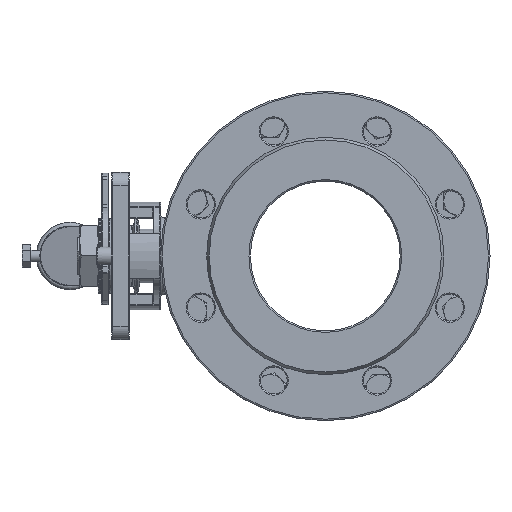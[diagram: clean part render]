
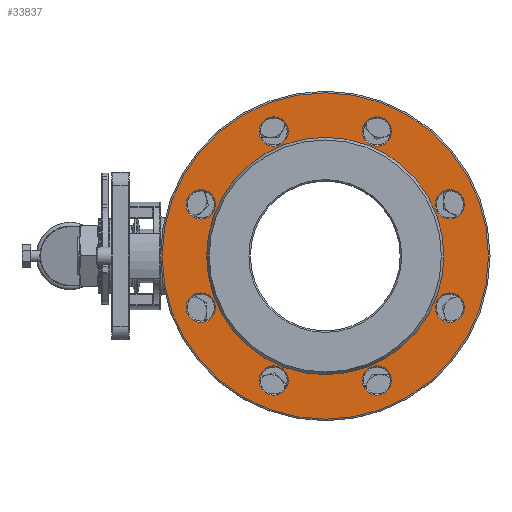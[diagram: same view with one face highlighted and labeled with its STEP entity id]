
A CAD part, left-side view. The second image highlights one B-rep face of the part: STEP entity #33837.
In plain terms, the highlighted planar face has unit normal (-1, 0, 0).
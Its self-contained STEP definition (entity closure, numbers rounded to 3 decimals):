
#177 = CARTESIAN_POINT ( 'NONE',  ( -100., -92.949, -34.442 ) ) ;
#827 = EDGE_CURVE ( 'NONE', #30027, #30027, #59244, .T. ) ;
#1337 = CARTESIAN_POINT ( 'NONE',  ( -100., 73.349, -34.442 ) ) ;
#1822 = CIRCLE ( 'NONE', #56724, 9.8 ) ;
#1862 = EDGE_CURVE ( 'NONE', #35795, #35795, #1822, .T. ) ;
#2265 = EDGE_LOOP ( 'NONE', ( #35532 ) ) ;
#3019 = AXIS2_PLACEMENT_3D ( 'NONE', #8459, #13027, #40733 ) ;
#3578 = DIRECTION ( 'NONE',  ( 0., -1., 0. ) ) ;
#3613 = FACE_BOUND ( 'NONE', #51857, .T. ) ;
#4846 = AXIS2_PLACEMENT_3D ( 'NONE', #20596, #15381, #6406 ) ;
#4865 = AXIS2_PLACEMENT_3D ( 'NONE', #36574, #18302, #22546 ) ;
#6406 = DIRECTION ( 'NONE',  ( 0., -1., 0. ) ) ;
#7077 = CARTESIAN_POINT ( 'NONE',  ( -100., -109., 0. ) ) ;
#7458 = EDGE_CURVE ( 'NONE', #22091, #22091, #38283, .T. ) ;
#7876 = DIRECTION ( 'NONE',  ( 0., -1., 0. ) ) ;
#8128 = ORIENTED_EDGE ( 'NONE', *, *, #7458, .T. ) ;
#8459 = CARTESIAN_POINT ( 'NONE',  ( -100., 0., 0. ) ) ;
#8472 = VERTEX_POINT ( 'NONE', #25135 ) ;
#9632 = CIRCLE ( 'NONE', #42368, 9.8 ) ;
#11414 = AXIS2_PLACEMENT_3D ( 'NONE', #20156, #43613, #34610 ) ;
#13027 = DIRECTION ( 'NONE',  ( 1., 0., 0. ) ) ;
#14532 = CARTESIAN_POINT ( 'NONE',  ( -100., -92.949, 34.442 ) ) ;
#15271 = CARTESIAN_POINT ( 'NONE',  ( -100., -44.242, -83.149 ) ) ;
#15326 = ORIENTED_EDGE ( 'NONE', *, *, #1862, .T. ) ;
#15381 = DIRECTION ( 'NONE',  ( 1., 0., 0. ) ) ;
#15513 = DIRECTION ( 'NONE',  ( 1., 0., 0. ) ) ;
#15733 = FACE_BOUND ( 'NONE', #2265, .T. ) ;
#15799 = FACE_BOUND ( 'NONE', #37549, .T. ) ;
#15922 = CARTESIAN_POINT ( 'NONE',  ( -100., 34.442, -83.149 ) ) ;
#17703 = CIRCLE ( 'NONE', #35603, 9.8 ) ;
#18203 = EDGE_CURVE ( 'NONE', #40047, #40047, #34871, .T. ) ;
#18302 = DIRECTION ( 'NONE',  ( 1., 0., 0. ) ) ;
#18703 = FACE_BOUND ( 'NONE', #51900, .T. ) ;
#19314 = ORIENTED_EDGE ( 'NONE', *, *, #18203, .T. ) ;
#19964 = DIRECTION ( 'NONE',  ( 0., -1., 0. ) ) ;
#20156 = CARTESIAN_POINT ( 'NONE',  ( -100., 110., 0. ) ) ;
#20161 = CARTESIAN_POINT ( 'NONE',  ( -100., 34.442, 83.149 ) ) ;
#20298 = EDGE_LOOP ( 'NONE', ( #20331 ) ) ;
#20331 = ORIENTED_EDGE ( 'NONE', *, *, #23279, .T. ) ;
#20596 = CARTESIAN_POINT ( 'NONE',  ( -100., -83.149, 34.442 ) ) ;
#20683 = VERTEX_POINT ( 'NONE', #41630 ) ;
#21097 = CARTESIAN_POINT ( 'NONE',  ( -100., 83.149, -34.442 ) ) ;
#22091 = VERTEX_POINT ( 'NONE', #1337 ) ;
#22328 = DIRECTION ( 'NONE',  ( 1., 0., 0. ) ) ;
#22522 = CARTESIAN_POINT ( 'NONE',  ( -100., -34.442, 83.149 ) ) ;
#22546 = DIRECTION ( 'NONE',  ( 0., -1., 0. ) ) ;
#23279 = EDGE_CURVE ( 'NONE', #8472, #8472, #17703, .T. ) ;
#23482 = ORIENTED_EDGE ( 'NONE', *, *, #827, .T. ) ;
#23651 = CIRCLE ( 'NONE', #4846, 9.8 ) ;
#24938 = ORIENTED_EDGE ( 'NONE', *, *, #34673, .T. ) ;
#25006 = PLANE ( 'NONE',  #11414 ) ;
#25135 = CARTESIAN_POINT ( 'NONE',  ( -100., -44.242, 83.149 ) ) ;
#26436 = CARTESIAN_POINT ( 'NONE',  ( -100., 0., 0. ) ) ;
#26457 = AXIS2_PLACEMENT_3D ( 'NONE', #45954, #55943, #37562 ) ;
#28289 = ORIENTED_EDGE ( 'NONE', *, *, #50016, .T. ) ;
#29868 = DIRECTION ( 'NONE',  ( 0., -1., 0. ) ) ;
#30027 = VERTEX_POINT ( 'NONE', #15271 ) ;
#30930 = FACE_BOUND ( 'NONE', #20298, .T. ) ;
#31398 = EDGE_LOOP ( 'NONE', ( #15326 ) ) ;
#32366 = FACE_BOUND ( 'NONE', #34117, .T. ) ;
#33837 = ADVANCED_FACE ( 'NONE', ( #18703, #15799, #41675, #15733, #32366, #30930, #52379, #53827, #43104, #3613 ), #25006, .T. ) ;
#34117 = EDGE_LOOP ( 'NONE', ( #54051 ) ) ;
#34152 = CARTESIAN_POINT ( 'NONE',  ( -100., 79.232, 0. ) ) ;
#34283 = CARTESIAN_POINT ( 'NONE',  ( -100., 83.149, 34.442 ) ) ;
#34610 = DIRECTION ( 'NONE',  ( 0., -1., 0. ) ) ;
#34673 = EDGE_CURVE ( 'NONE', #57950, #57950, #37884, .T. ) ;
#34871 = CIRCLE ( 'NONE', #35791, 109. ) ;
#35359 = DIRECTION ( 'NONE',  ( 1., 0., 0. ) ) ;
#35532 = ORIENTED_EDGE ( 'NONE', *, *, #54213, .T. ) ;
#35603 = AXIS2_PLACEMENT_3D ( 'NONE', #22522, #22328, #35962 ) ;
#35791 = AXIS2_PLACEMENT_3D ( 'NONE', #26436, #58437, #3578 ) ;
#35795 = VERTEX_POINT ( 'NONE', #56738 ) ;
#35962 = DIRECTION ( 'NONE',  ( 0., -1., 0. ) ) ;
#36574 = CARTESIAN_POINT ( 'NONE',  ( -100., -34.442, -83.149 ) ) ;
#37070 = EDGE_CURVE ( 'NONE', #55054, #55054, #9632, .T. ) ;
#37549 = EDGE_LOOP ( 'NONE', ( #53285 ) ) ;
#37562 = DIRECTION ( 'NONE',  ( 0., -1., 0. ) ) ;
#37884 = CIRCLE ( 'NONE', #3019, 79.232 ) ;
#38283 = CIRCLE ( 'NONE', #38602, 9.8 ) ;
#38602 = AXIS2_PLACEMENT_3D ( 'NONE', #21097, #35359, #7876 ) ;
#39167 = CARTESIAN_POINT ( 'NONE',  ( -100., 24.642, -83.149 ) ) ;
#39479 = AXIS2_PLACEMENT_3D ( 'NONE', #20161, #52618, #47813 ) ;
#40047 = VERTEX_POINT ( 'NONE', #7077 ) ;
#40665 = EDGE_CURVE ( 'NONE', #56496, #56496, #23651, .T. ) ;
#40733 = DIRECTION ( 'NONE',  ( 0., 1., 0. ) ) ;
#40878 = EDGE_LOOP ( 'NONE', ( #23482 ) ) ;
#41630 = CARTESIAN_POINT ( 'NONE',  ( -100., 24.642, 83.149 ) ) ;
#41675 = FACE_BOUND ( 'NONE', #40878, .T. ) ;
#42186 = VERTEX_POINT ( 'NONE', #177 ) ;
#42368 = AXIS2_PLACEMENT_3D ( 'NONE', #15922, #15513, #19964 ) ;
#43104 = FACE_OUTER_BOUND ( 'NONE', #56368, .T. ) ;
#43277 = CIRCLE ( 'NONE', #39479, 9.8 ) ;
#43613 = DIRECTION ( 'NONE',  ( -1., 0., 0. ) ) ;
#45954 = CARTESIAN_POINT ( 'NONE',  ( -100., -83.149, -34.442 ) ) ;
#47813 = DIRECTION ( 'NONE',  ( 0., -1., 0. ) ) ;
#50016 = EDGE_CURVE ( 'NONE', #20683, #20683, #43277, .T. ) ;
#51385 = CIRCLE ( 'NONE', #26457, 9.8 ) ;
#51857 = EDGE_LOOP ( 'NONE', ( #24938 ) ) ;
#51900 = EDGE_LOOP ( 'NONE', ( #8128 ) ) ;
#52379 = FACE_BOUND ( 'NONE', #53107, .T. ) ;
#52618 = DIRECTION ( 'NONE',  ( 1., 0., 0. ) ) ;
#53107 = EDGE_LOOP ( 'NONE', ( #28289 ) ) ;
#53285 = ORIENTED_EDGE ( 'NONE', *, *, #37070, .T. ) ;
#53827 = FACE_BOUND ( 'NONE', #31398, .T. ) ;
#54051 = ORIENTED_EDGE ( 'NONE', *, *, #40665, .T. ) ;
#54213 = EDGE_CURVE ( 'NONE', #42186, #42186, #51385, .T. ) ;
#55054 = VERTEX_POINT ( 'NONE', #39167 ) ;
#55943 = DIRECTION ( 'NONE',  ( 1., 0., 0. ) ) ;
#56368 = EDGE_LOOP ( 'NONE', ( #19314 ) ) ;
#56496 = VERTEX_POINT ( 'NONE', #14532 ) ;
#56724 = AXIS2_PLACEMENT_3D ( 'NONE', #34283, #57270, #29868 ) ;
#56738 = CARTESIAN_POINT ( 'NONE',  ( -100., 73.349, 34.442 ) ) ;
#57270 = DIRECTION ( 'NONE',  ( 1., 0., 0. ) ) ;
#57950 = VERTEX_POINT ( 'NONE', #34152 ) ;
#58437 = DIRECTION ( 'NONE',  ( -1., 0., 0. ) ) ;
#59244 = CIRCLE ( 'NONE', #4865, 9.8 ) ;
